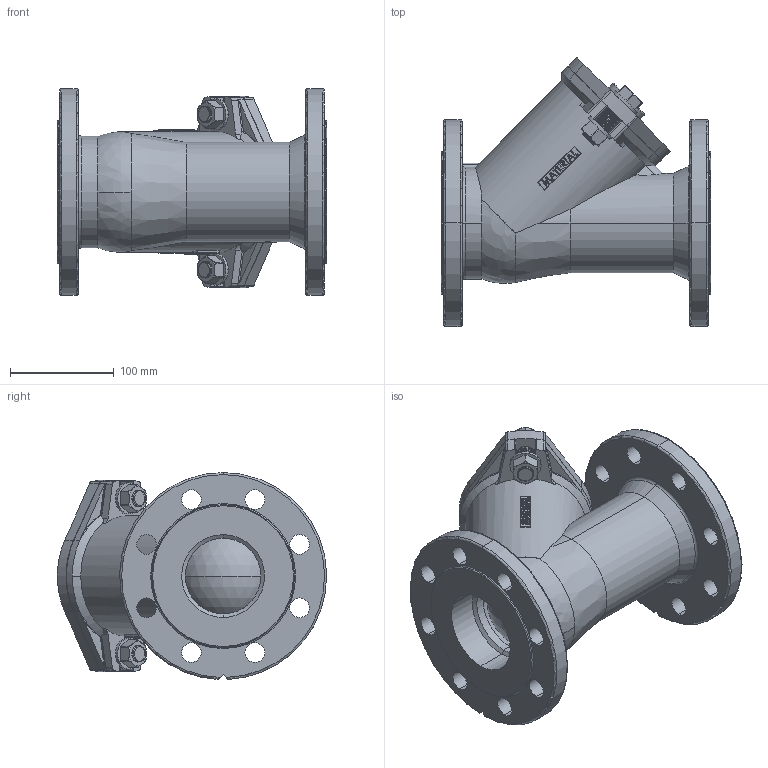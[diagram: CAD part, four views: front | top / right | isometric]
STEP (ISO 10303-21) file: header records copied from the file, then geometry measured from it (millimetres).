
FILE_DESCRIPTION (( 'STEP AP203' ), '1' );
FILE_NAME ('BRIDADA DN 80.STEP', '2019-03-18T15:37:51', ( '' ), ( '' ), 'SwSTEP 2.0', 'SolidWorks 2018', '' );
FILE_SCHEMA (( 'CONFIG_CONTROL_DESIGN' ));
Length unit declared in the file: millimetre
Products named in the file (1): BRIDADA DN 80
Bounding box: 260 x 260.06 x 199.88 mm (x, y, z)
Volume: 2521266.7 mm3; surface area: 431802 mm2
Topology: 8 solids, 8 shells, 793 faces, 2041 edges, 1282 vertices
Faces by surface type: cylinder 381, plane 261, torus 72, bspline 38, cone 33, sphere 8
Entity records: 37685 total; most frequent: CARTESIAN_POINT 19612, ORIENTED_EDGE 4040, DIRECTION 3466, EDGE_CURVE 2020, VERTEX_POINT 1273, AXIS2_PLACEMENT_3D 1268, VECTOR 930, LINE 930
